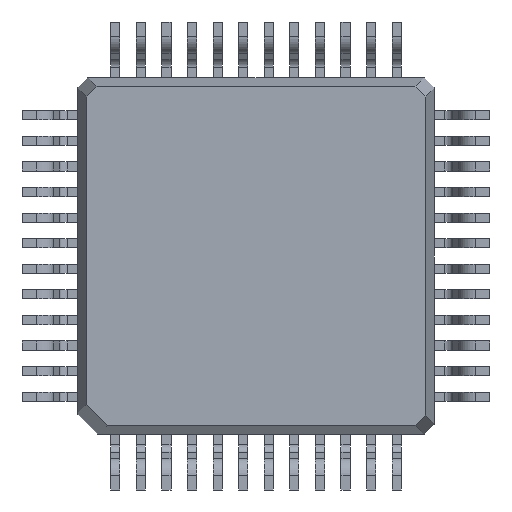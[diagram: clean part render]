
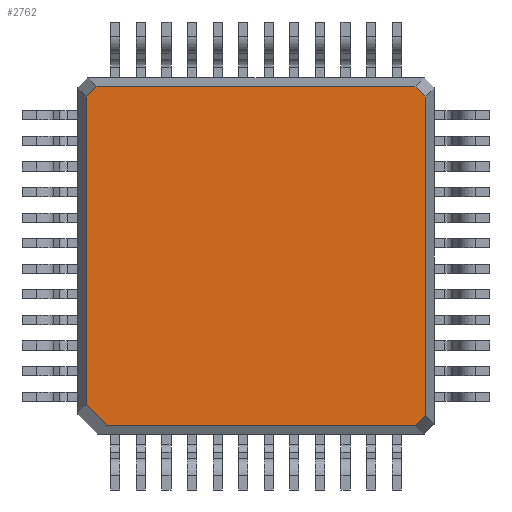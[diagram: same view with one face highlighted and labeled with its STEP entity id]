
A CAD part, front view. The second image highlights one B-rep face of the part: STEP entity #2762.
In plain terms, the highlighted planar face has unit normal (0, -1, 0).
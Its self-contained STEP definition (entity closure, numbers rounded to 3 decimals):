
#28 = LINE ( 'NONE', #2557, #2440 ) ;
#117 = CARTESIAN_POINT ( 'NONE',  ( 0., -0.7, 3.312 ) ) ;
#135 = ORIENTED_EDGE ( 'NONE', *, *, #464, .T. ) ;
#221 = CARTESIAN_POINT ( 'NONE',  ( 3.312, -0.7, 3.106 ) ) ;
#226 = EDGE_CURVE ( 'NONE', #2407, #1132, #2588, .T. ) ;
#256 = ORIENTED_EDGE ( 'NONE', *, *, #226, .T. ) ;
#257 = CARTESIAN_POINT ( 'NONE',  ( 3.106, -0.7, 3.312 ) ) ;
#279 = VECTOR ( 'NONE', #898, 1000. ) ;
#296 = CARTESIAN_POINT ( 'NONE',  ( -3.312, -0.7, 3.106 ) ) ;
#304 = EDGE_LOOP ( 'NONE', ( #1981, #2458, #2630, #256, #1421, #1967, #135, #887 ) ) ;
#382 = EDGE_CURVE ( 'NONE', #2735, #515, #1142, .T. ) ;
#418 = LINE ( 'NONE', #741, #1524 ) ;
#464 = EDGE_CURVE ( 'NONE', #1407, #2097, #2536, .T. ) ;
#515 = VERTEX_POINT ( 'NONE', #221 ) ;
#707 = DIRECTION ( 'NONE',  ( 1., 0., 0. ) ) ;
#741 = CARTESIAN_POINT ( 'NONE',  ( 3.106, -0.7, -3.312 ) ) ;
#782 = CARTESIAN_POINT ( 'NONE',  ( 0., -0.7, 0. ) ) ;
#812 = VERTEX_POINT ( 'NONE', #296 ) ;
#859 = CARTESIAN_POINT ( 'NONE',  ( -3.106, -0.7, 3.312 ) ) ;
#887 = ORIENTED_EDGE ( 'NONE', *, *, #2436, .T. ) ;
#891 = CARTESIAN_POINT ( 'NONE',  ( 3.312, -0.7, 0. ) ) ;
#898 = DIRECTION ( 'NONE',  ( 0.707, 0., -0.707 ) ) ;
#906 = LINE ( 'NONE', #859, #1494 ) ;
#956 = DIRECTION ( 'NONE',  ( 0.707, 0., 0.707 ) ) ;
#1005 = DIRECTION ( 'NONE',  ( 0., 0., -1. ) ) ;
#1044 = DIRECTION ( 'NONE',  ( -0.707, 0., 0.707 ) ) ;
#1132 = VERTEX_POINT ( 'NONE', #2548 ) ;
#1142 = LINE ( 'NONE', #891, #1741 ) ;
#1198 = DIRECTION ( 'NONE',  ( -1., 0., 0. ) ) ;
#1215 = FACE_OUTER_BOUND ( 'NONE', #304, .T. ) ;
#1347 = CARTESIAN_POINT ( 'NONE',  ( -3.312, -0.7, -2.899 ) ) ;
#1355 = DIRECTION ( 'NONE',  ( 0., 0., -1. ) ) ;
#1385 = EDGE_CURVE ( 'NONE', #812, #1407, #1596, .T. ) ;
#1407 = VERTEX_POINT ( 'NONE', #1347 ) ;
#1421 = ORIENTED_EDGE ( 'NONE', *, *, #2227, .T. ) ;
#1494 = VECTOR ( 'NONE', #1764, 1000. ) ;
#1524 = VECTOR ( 'NONE', #956, 1000. ) ;
#1575 = EDGE_CURVE ( 'NONE', #2073, #2735, #418, .T. ) ;
#1596 = LINE ( 'NONE', #2649, #2164 ) ;
#1597 = CARTESIAN_POINT ( 'NONE',  ( 0., -0.7, -3.312 ) ) ;
#1741 = VECTOR ( 'NONE', #2602, 1000. ) ;
#1764 = DIRECTION ( 'NONE',  ( -0.707, 0., -0.707 ) ) ;
#1857 = EDGE_CURVE ( 'NONE', #515, #2407, #28, .T. ) ;
#1934 = LINE ( 'NONE', #1597, #2484 ) ;
#1967 = ORIENTED_EDGE ( 'NONE', *, *, #1385, .T. ) ;
#1981 = ORIENTED_EDGE ( 'NONE', *, *, #1575, .T. ) ;
#2073 = VERTEX_POINT ( 'NONE', #2747 ) ;
#2097 = VERTEX_POINT ( 'NONE', #2547 ) ;
#2164 = VECTOR ( 'NONE', #1355, 1000. ) ;
#2227 = EDGE_CURVE ( 'NONE', #1132, #812, #906, .T. ) ;
#2276 = VECTOR ( 'NONE', #1198, 1000. ) ;
#2313 = DIRECTION ( 'NONE',  ( 0., -1., 0. ) ) ;
#2388 = AXIS2_PLACEMENT_3D ( 'NONE', #782, #2313, #1005 ) ;
#2407 = VERTEX_POINT ( 'NONE', #257 ) ;
#2413 = CARTESIAN_POINT ( 'NONE',  ( -3.312, -0.7, -2.899 ) ) ;
#2436 = EDGE_CURVE ( 'NONE', #2097, #2073, #1934, .T. ) ;
#2440 = VECTOR ( 'NONE', #1044, 1000. ) ;
#2458 = ORIENTED_EDGE ( 'NONE', *, *, #382, .T. ) ;
#2484 = VECTOR ( 'NONE', #707, 1000. ) ;
#2499 = CARTESIAN_POINT ( 'NONE',  ( 3.312, -0.7, -3.106 ) ) ;
#2536 = LINE ( 'NONE', #2413, #279 ) ;
#2547 = CARTESIAN_POINT ( 'NONE',  ( -2.899, -0.7, -3.312 ) ) ;
#2548 = CARTESIAN_POINT ( 'NONE',  ( -3.106, -0.7, 3.312 ) ) ;
#2557 = CARTESIAN_POINT ( 'NONE',  ( 3.312, -0.7, 3.106 ) ) ;
#2588 = LINE ( 'NONE', #117, #2276 ) ;
#2602 = DIRECTION ( 'NONE',  ( 0., 0., 1. ) ) ;
#2630 = ORIENTED_EDGE ( 'NONE', *, *, #1857, .T. ) ;
#2649 = CARTESIAN_POINT ( 'NONE',  ( -3.312, -0.7, 0. ) ) ;
#2735 = VERTEX_POINT ( 'NONE', #2499 ) ;
#2742 = PLANE ( 'NONE',  #2388 ) ;
#2747 = CARTESIAN_POINT ( 'NONE',  ( 3.106, -0.7, -3.312 ) ) ;
#2762 = ADVANCED_FACE ( 'NONE', ( #1215 ), #2742, .T. ) ;
